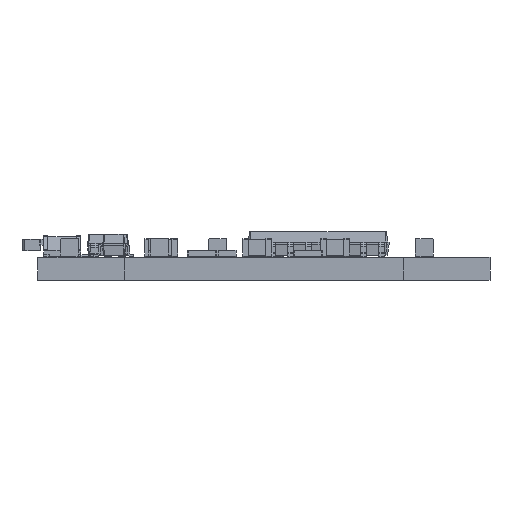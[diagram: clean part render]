
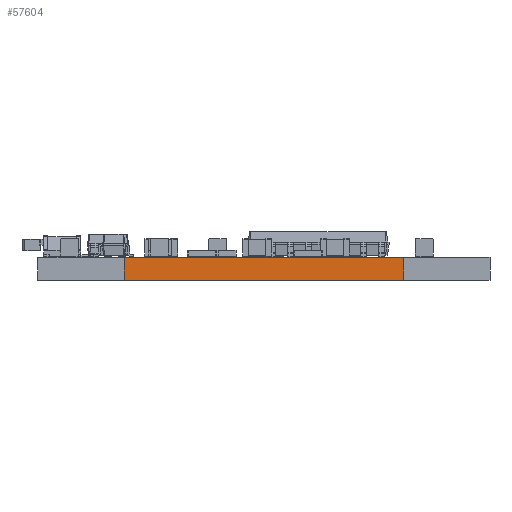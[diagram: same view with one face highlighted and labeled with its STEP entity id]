
A CAD part, front view. The second image highlights one B-rep face of the part: STEP entity #57604.
In plain terms, the highlighted planar face has unit normal (0, -1, 0).
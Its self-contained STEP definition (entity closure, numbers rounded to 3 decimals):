
#55947 = PLANE('',#55948);
#55948 = AXIS2_PLACEMENT_3D('',#55949,#55950,#55951);
#55949 = CARTESIAN_POINT('',(105.4,-35.,1.6));
#55950 = DIRECTION('',(0.,0.,-1.));
#55951 = DIRECTION('',(-1.,0.,-0.));
#56001 = PLANE('',#56002);
#56002 = AXIS2_PLACEMENT_3D('',#56003,#56004,#56005);
#56003 = CARTESIAN_POINT('',(105.4,-35.,0.));
#56004 = DIRECTION('',(0.,0.,-1.));
#56005 = DIRECTION('',(-1.,0.,-0.));
#56132 = PLANE('',#56133);
#56133 = AXIS2_PLACEMENT_3D('',#56134,#56135,#56136);
#56134 = CARTESIAN_POINT('',(111.4,-105.,0.));
#56135 = DIRECTION('',(-1.,0.,0.));
#56136 = DIRECTION('',(0.,1.,0.));
#56222 = VERTEX_POINT('',#56223);
#56223 = CARTESIAN_POINT('',(130.9,-100.,0.));
#56237 = PLANE('',#56238);
#56238 = AXIS2_PLACEMENT_3D('',#56239,#56240,#56241);
#56239 = CARTESIAN_POINT('',(130.9,-100.,0.));
#56240 = DIRECTION('',(1.,0.,-0.));
#56241 = DIRECTION('',(0.,-1.,0.));
#56249 = EDGE_CURVE('',#56250,#56222,#56252,.T.);
#56250 = VERTEX_POINT('',#56251);
#56251 = CARTESIAN_POINT('',(111.4,-100.,0.));
#56252 = SURFACE_CURVE('',#56253,(#56257,#56264),.PCURVE_S1.);
#56253 = LINE('',#56254,#56255);
#56254 = CARTESIAN_POINT('',(111.4,-100.,0.));
#56255 = VECTOR('',#56256,1.);
#56256 = DIRECTION('',(1.,0.,0.));
#56257 = PCURVE('',#56001,#56258);
#56258 = DEFINITIONAL_REPRESENTATION('',(#56259),#56263);
#56259 = LINE('',#56260,#56261);
#56260 = CARTESIAN_POINT('',(-6.,-65.));
#56261 = VECTOR('',#56262,1.);
#56262 = DIRECTION('',(-1.,0.));
#56263 = ( GEOMETRIC_REPRESENTATION_CONTEXT(2) 
PARAMETRIC_REPRESENTATION_CONTEXT() REPRESENTATION_CONTEXT('2D SPACE',''
  ) );
#56264 = PCURVE('',#56265,#56270);
#56265 = PLANE('',#56266);
#56266 = AXIS2_PLACEMENT_3D('',#56267,#56268,#56269);
#56267 = CARTESIAN_POINT('',(111.4,-100.,0.));
#56268 = DIRECTION('',(0.,1.,0.));
#56269 = DIRECTION('',(1.,0.,0.));
#56270 = DEFINITIONAL_REPRESENTATION('',(#56271),#56275);
#56271 = LINE('',#56272,#56273);
#56272 = CARTESIAN_POINT('',(0.,0.));
#56273 = VECTOR('',#56274,1.);
#56274 = DIRECTION('',(1.,0.));
#56275 = ( GEOMETRIC_REPRESENTATION_CONTEXT(2) 
PARAMETRIC_REPRESENTATION_CONTEXT() REPRESENTATION_CONTEXT('2D SPACE',''
  ) );
#56949 = VERTEX_POINT('',#56950);
#56950 = CARTESIAN_POINT('',(130.9,-100.,1.6));
#56971 = EDGE_CURVE('',#56972,#56949,#56974,.T.);
#56972 = VERTEX_POINT('',#56973);
#56973 = CARTESIAN_POINT('',(111.4,-100.,1.6));
#56974 = SURFACE_CURVE('',#56975,(#56979,#56986),.PCURVE_S1.);
#56975 = LINE('',#56976,#56977);
#56976 = CARTESIAN_POINT('',(111.4,-100.,1.6));
#56977 = VECTOR('',#56978,1.);
#56978 = DIRECTION('',(1.,0.,0.));
#56979 = PCURVE('',#55947,#56980);
#56980 = DEFINITIONAL_REPRESENTATION('',(#56981),#56985);
#56981 = LINE('',#56982,#56983);
#56982 = CARTESIAN_POINT('',(-6.,-65.));
#56983 = VECTOR('',#56984,1.);
#56984 = DIRECTION('',(-1.,0.));
#56985 = ( GEOMETRIC_REPRESENTATION_CONTEXT(2) 
PARAMETRIC_REPRESENTATION_CONTEXT() REPRESENTATION_CONTEXT('2D SPACE',''
  ) );
#56986 = PCURVE('',#56265,#56987);
#56987 = DEFINITIONAL_REPRESENTATION('',(#56988),#56992);
#56988 = LINE('',#56989,#56990);
#56989 = CARTESIAN_POINT('',(0.,-1.6));
#56990 = VECTOR('',#56991,1.);
#56991 = DIRECTION('',(1.,0.));
#56992 = ( GEOMETRIC_REPRESENTATION_CONTEXT(2) 
PARAMETRIC_REPRESENTATION_CONTEXT() REPRESENTATION_CONTEXT('2D SPACE',''
  ) );
#57556 = EDGE_CURVE('',#56250,#56972,#57557,.T.);
#57557 = SURFACE_CURVE('',#57558,(#57562,#57569),.PCURVE_S1.);
#57558 = LINE('',#57559,#57560);
#57559 = CARTESIAN_POINT('',(111.4,-100.,0.));
#57560 = VECTOR('',#57561,1.);
#57561 = DIRECTION('',(0.,0.,1.));
#57562 = PCURVE('',#56132,#57563);
#57563 = DEFINITIONAL_REPRESENTATION('',(#57564),#57568);
#57564 = LINE('',#57565,#57566);
#57565 = CARTESIAN_POINT('',(5.,0.));
#57566 = VECTOR('',#57567,1.);
#57567 = DIRECTION('',(0.,-1.));
#57568 = ( GEOMETRIC_REPRESENTATION_CONTEXT(2) 
PARAMETRIC_REPRESENTATION_CONTEXT() REPRESENTATION_CONTEXT('2D SPACE',''
  ) );
#57569 = PCURVE('',#56265,#57570);
#57570 = DEFINITIONAL_REPRESENTATION('',(#57571),#57575);
#57571 = LINE('',#57572,#57573);
#57572 = CARTESIAN_POINT('',(0.,0.));
#57573 = VECTOR('',#57574,1.);
#57574 = DIRECTION('',(0.,-1.));
#57575 = ( GEOMETRIC_REPRESENTATION_CONTEXT(2) 
PARAMETRIC_REPRESENTATION_CONTEXT() REPRESENTATION_CONTEXT('2D SPACE',''
  ) );
#57604 = ADVANCED_FACE('',(#57605),#56265,.F.);
#57605 = FACE_BOUND('',#57606,.F.);
#57606 = EDGE_LOOP('',(#57607,#57608,#57609,#57630));
#57607 = ORIENTED_EDGE('',*,*,#57556,.T.);
#57608 = ORIENTED_EDGE('',*,*,#56971,.T.);
#57609 = ORIENTED_EDGE('',*,*,#57610,.F.);
#57610 = EDGE_CURVE('',#56222,#56949,#57611,.T.);
#57611 = SURFACE_CURVE('',#57612,(#57616,#57623),.PCURVE_S1.);
#57612 = LINE('',#57613,#57614);
#57613 = CARTESIAN_POINT('',(130.9,-100.,0.));
#57614 = VECTOR('',#57615,1.);
#57615 = DIRECTION('',(0.,0.,1.));
#57616 = PCURVE('',#56265,#57617);
#57617 = DEFINITIONAL_REPRESENTATION('',(#57618),#57622);
#57618 = LINE('',#57619,#57620);
#57619 = CARTESIAN_POINT('',(19.5,0.));
#57620 = VECTOR('',#57621,1.);
#57621 = DIRECTION('',(0.,-1.));
#57622 = ( GEOMETRIC_REPRESENTATION_CONTEXT(2) 
PARAMETRIC_REPRESENTATION_CONTEXT() REPRESENTATION_CONTEXT('2D SPACE',''
  ) );
#57623 = PCURVE('',#56237,#57624);
#57624 = DEFINITIONAL_REPRESENTATION('',(#57625),#57629);
#57625 = LINE('',#57626,#57627);
#57626 = CARTESIAN_POINT('',(0.,0.));
#57627 = VECTOR('',#57628,1.);
#57628 = DIRECTION('',(0.,-1.));
#57629 = ( GEOMETRIC_REPRESENTATION_CONTEXT(2) 
PARAMETRIC_REPRESENTATION_CONTEXT() REPRESENTATION_CONTEXT('2D SPACE',''
  ) );
#57630 = ORIENTED_EDGE('',*,*,#56249,.F.);
